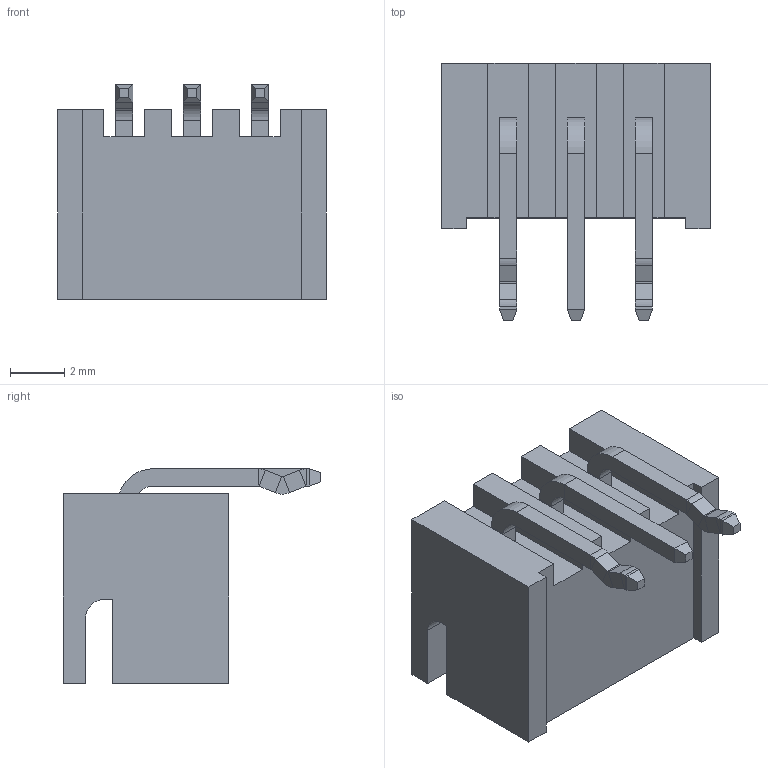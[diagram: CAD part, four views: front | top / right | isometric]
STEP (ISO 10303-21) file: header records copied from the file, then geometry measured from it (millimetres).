
FILE_DESCRIPTION(('FreeCAD Model'),'2;1');
FILE_NAME('Open CASCADE Shape Model','2024-05-01T13:17:58',(''),(''), 'Open CASCADE STEP processor 7.6','FreeCAD','Unknown');
FILE_SCHEMA(('AUTOMOTIVE_DESIGN { 1 0 10303 214 1 1 1 1 }'));
Length unit declared in the file: millimetre
Products named in the file (5): S3B-XH-A-1; pin^SxB-XH-A-1(LF)(SN)_bent; pin^SxB-XH-A-1(LF)(SN); pin^SxB-XH-A-1(LF)(SN)_bent001; Cut
Assembly tree (4 placements, depth 2):
  S3B-XH-A-1
    pin^SxB-XH-A-1(LF)(SN)_bent
    pin^SxB-XH-A-1(LF)(SN)
    pin^SxB-XH-A-1(LF)(SN)_bent001
    Cut
Bounding box: 9.9 x 9.5 x 7.92 mm (x, y, z)
Volume: 220.1 mm3; surface area: 589.7 mm2
Topology: 4 solids, 4 shells, 178 faces, 422 edges, 252 vertices
Faces by surface type: plane 150, cylinder 28
Entity records: 5118 total; most frequent: CARTESIAN_POINT 857, DIRECTION 844, ORIENTED_EDGE 844, EDGE_CURVE 422, LINE 366, VECTOR 366, VERTEX_POINT 252, AXIS2_PLACEMENT_3D 239
